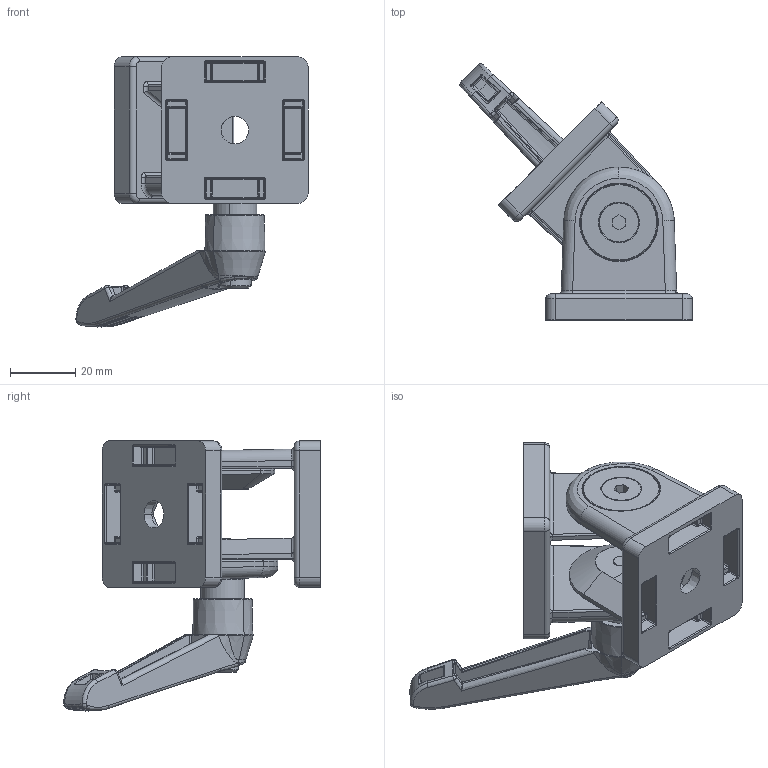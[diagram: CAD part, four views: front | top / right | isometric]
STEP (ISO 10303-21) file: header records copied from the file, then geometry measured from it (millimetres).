
FILE_DESCRIPTION(('STEP AP214'),'1');
FILE_NAME('fath_093gf45an.stp','2017-08-08T05:37:32',('TraceParts'),('TraceParts S.A.'),'Spatial InterOp 3D',' ',' ');
FILE_SCHEMA(('automotive_design'));
Length unit declared in the file: millimetre
Products named in the file (13): fath_093gf45an_1; fath_093gf45an_2; fath_093gf45an_3; fath_093gf45an_4; fath_093gf45an_5; fath_093gf45an_6; fath_093gf45an_7; fath_093gf45an_8; fath_093gf45an_9; fath_093gf45an_10; fath_093gf45an_11; fath_093gf45an_12; fath_093gf45an_13
Bounding box: 71.43 x 78.93 x 83.06 mm (x, y, z)
Volume: 61242.3 mm3; surface area: 38265.4 mm2
Topology: 13 solids, 14 shells, 1567 faces, 3630 edges, 1967 vertices
Faces by surface type: cylinder 505, plane 298, bspline 259, torus 246, sphere 152, cone 107
Entity records: 62302 total; most frequent: CARTESIAN_POINT 16725, DIRECTION 6942, ORIENTED_EDGE 6940, EDGE_CURVE 3470, AXIS2_PLACEMENT_3D 2927, VERTEX_POINT 1967, EDGE_LOOP 1631, CIRCLE 1606
